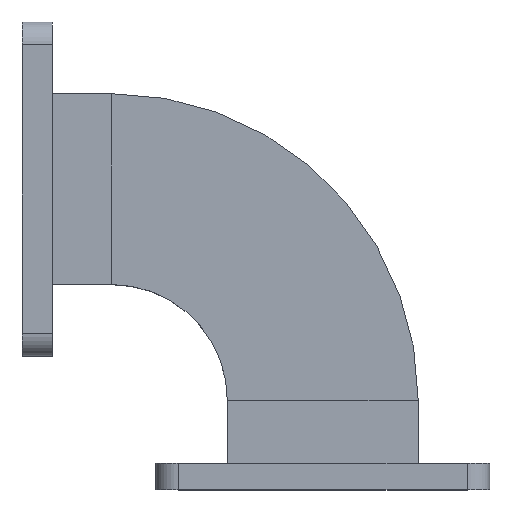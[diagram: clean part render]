
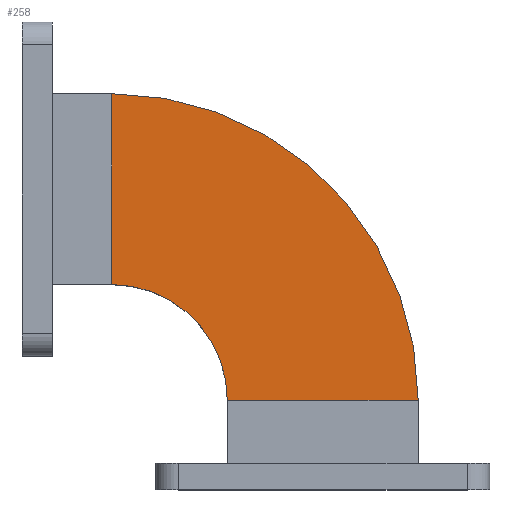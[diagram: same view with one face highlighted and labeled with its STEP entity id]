
A CAD part, top view. The second image highlights one B-rep face of the part: STEP entity #258.
In plain terms, the highlighted planar face has unit normal (0, 0, 1).
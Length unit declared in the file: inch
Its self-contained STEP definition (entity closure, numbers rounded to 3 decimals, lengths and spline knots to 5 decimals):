
#43 = AXIS2_PLACEMENT_3D ( 'NONE', #282, #2592, #2795 ) ;
#77 = DIRECTION ( 'NONE',  ( -1., 0., 0. ) ) ;
#91 = DIRECTION ( 'NONE',  ( 0., 1., 0. ) ) ;
#198 = VERTEX_POINT ( 'NONE', #3042 ) ;
#258 = ADVANCED_FACE ( 'NONE', ( #2033 ), #508, .T. ) ;
#282 = CARTESIAN_POINT ( 'NONE',  ( 0.93701, -1., 0.5 ) ) ;
#508 = PLANE ( 'NONE',  #43 ) ;
#602 = DIRECTION ( 'NONE',  ( 0., -1., 0. ) ) ;
#634 = CARTESIAN_POINT ( 'NONE',  ( 2.14961, -2.2126, 0.5 ) ) ;
#653 = ORIENTED_EDGE ( 'NONE', *, *, #835, .F. ) ;
#719 = CARTESIAN_POINT ( 'NONE',  ( 0.93701, 1., 0.5 ) ) ;
#748 = CARTESIAN_POINT ( 'NONE',  ( 0.93701, -1., 0.5 ) ) ;
#791 = EDGE_CURVE ( 'NONE', #1145, #1070, #1419, .T. ) ;
#835 = EDGE_CURVE ( 'NONE', #198, #2494, #1944, .T. ) ;
#865 = AXIS2_PLACEMENT_3D ( 'NONE', #2392, #2942, #91 ) ;
#911 = EDGE_CURVE ( 'NONE', #1070, #2494, #1081, .T. ) ;
#949 = CIRCLE ( 'NONE', #3101, 3.2126 ) ;
#1070 = VERTEX_POINT ( 'NONE', #748 ) ;
#1081 = CIRCLE ( 'NONE', #865, 1.2126 ) ;
#1101 = CARTESIAN_POINT ( 'NONE',  ( 0.93701, -2.2126, 0.5 ) ) ;
#1145 = VERTEX_POINT ( 'NONE', #719 ) ;
#1180 = VECTOR ( 'NONE', #602, 39.37008 ) ;
#1313 = ORIENTED_EDGE ( 'NONE', *, *, #791, .T. ) ;
#1349 = DIRECTION ( 'NONE',  ( 0., 1., 0. ) ) ;
#1419 = LINE ( 'NONE', #1875, #1180 ) ;
#1852 = EDGE_CURVE ( 'NONE', #1145, #198, #949, .T. ) ;
#1875 = CARTESIAN_POINT ( 'NONE',  ( 0.93701, -1., 0.5 ) ) ;
#1944 = LINE ( 'NONE', #634, #2411 ) ;
#2033 = FACE_OUTER_BOUND ( 'NONE', #2167, .T. ) ;
#2114 = DIRECTION ( 'NONE',  ( 0., 0., -1. ) ) ;
#2167 = EDGE_LOOP ( 'NONE', ( #653, #2629, #1313, #3316 ) ) ;
#2392 = CARTESIAN_POINT ( 'NONE',  ( 0.93701, -2.2126, 0.5 ) ) ;
#2411 = VECTOR ( 'NONE', #77, 39.37008 ) ;
#2494 = VERTEX_POINT ( 'NONE', #3212 ) ;
#2592 = DIRECTION ( 'NONE',  ( 0., 0., 1. ) ) ;
#2629 = ORIENTED_EDGE ( 'NONE', *, *, #1852, .F. ) ;
#2795 = DIRECTION ( 'NONE',  ( 1., 0., 0. ) ) ;
#2942 = DIRECTION ( 'NONE',  ( 0., 0., -1. ) ) ;
#3042 = CARTESIAN_POINT ( 'NONE',  ( 4.14961, -2.2126, 0.5 ) ) ;
#3101 = AXIS2_PLACEMENT_3D ( 'NONE', #1101, #2114, #1349 ) ;
#3212 = CARTESIAN_POINT ( 'NONE',  ( 2.14961, -2.2126, 0.5 ) ) ;
#3316 = ORIENTED_EDGE ( 'NONE', *, *, #911, .T. ) ;
